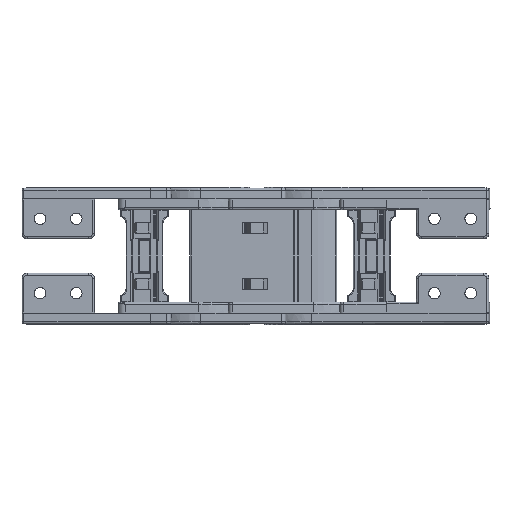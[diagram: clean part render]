
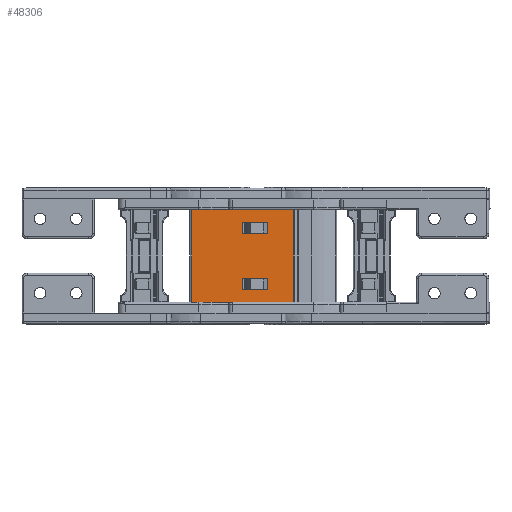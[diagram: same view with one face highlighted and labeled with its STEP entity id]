
A CAD part, front view. The second image highlights one B-rep face of the part: STEP entity #48306.
In plain terms, the highlighted planar face has unit normal (0, -1, 0).
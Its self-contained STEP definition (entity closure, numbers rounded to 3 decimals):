
#913 = DIRECTION ( 'NONE',  ( 0., 1., 0. ) ) ;
#1510 = LINE ( 'NONE', #6015, #8435 ) ;
#2534 = FACE_BOUND ( 'NONE', #65468, .T. ) ;
#3593 = DIRECTION ( 'NONE',  ( 0., 0., -1. ) ) ;
#3638 = CARTESIAN_POINT ( 'NONE',  ( -80.484, 143.854, 49.497 ) ) ;
#4022 = ORIENTED_EDGE ( 'NONE', *, *, #7630, .T. ) ;
#4546 = VECTOR ( 'NONE', #48126, 1000. ) ;
#4825 = VERTEX_POINT ( 'NONE', #40738 ) ;
#5489 = VERTEX_POINT ( 'NONE', #38600 ) ;
#6015 = CARTESIAN_POINT ( 'NONE',  ( -77.484, 143.854, 42.747 ) ) ;
#6399 = ORIENTED_EDGE ( 'NONE', *, *, #36565, .F. ) ;
#7630 = EDGE_CURVE ( 'NONE', #71979, #12219, #67215, .T. ) ;
#7932 = LINE ( 'NONE', #3638, #4546 ) ;
#8435 = VECTOR ( 'NONE', #42495, 1000. ) ;
#9446 = LINE ( 'NONE', #86221, #90298 ) ;
#11477 = ORIENTED_EDGE ( 'NONE', *, *, #81184, .T. ) ;
#12219 = VERTEX_POINT ( 'NONE', #87937 ) ;
#12789 = ORIENTED_EDGE ( 'NONE', *, *, #58712, .T. ) ;
#13139 = VECTOR ( 'NONE', #90165, 1000. ) ;
#16300 = EDGE_CURVE ( 'NONE', #4825, #25276, #58736, .T. ) ;
#18285 = VERTEX_POINT ( 'NONE', #48088 ) ;
#18793 = VERTEX_POINT ( 'NONE', #30578 ) ;
#18906 = CARTESIAN_POINT ( 'NONE',  ( -105.464, 143.854, -1.503 ) ) ;
#19043 = VECTOR ( 'NONE', #84657, 1000. ) ;
#19359 = DIRECTION ( 'NONE',  ( 0., 0., 1. ) ) ;
#21146 = CARTESIAN_POINT ( 'NONE',  ( -77.484, 143.854, 11.547 ) ) ;
#21187 = DIRECTION ( 'NONE',  ( 0., 0., -1. ) ) ;
#22388 = VERTEX_POINT ( 'NONE', #49063 ) ;
#23564 = CARTESIAN_POINT ( 'NONE',  ( -77.484, 143.854, 5.247 ) ) ;
#23742 = CARTESIAN_POINT ( 'NONE',  ( -77.484, 143.854, 36.447 ) ) ;
#24581 = VECTOR ( 'NONE', #56191, 1000. ) ;
#25276 = VERTEX_POINT ( 'NONE', #18906 ) ;
#27500 = ORIENTED_EDGE ( 'NONE', *, *, #89451, .F. ) ;
#28690 = EDGE_CURVE ( 'NONE', #12219, #79200, #1510, .T. ) ;
#28707 = VERTEX_POINT ( 'NONE', #21146 ) ;
#28943 = ORIENTED_EDGE ( 'NONE', *, *, #28690, .T. ) ;
#30578 = CARTESIAN_POINT ( 'NONE',  ( -63.484, 143.854, 11.547 ) ) ;
#31514 = CARTESIAN_POINT ( 'NONE',  ( -80.484, 143.854, -1.503 ) ) ;
#32962 = LINE ( 'NONE', #33314, #19043 ) ;
#33314 = CARTESIAN_POINT ( 'NONE',  ( -77.484, 143.854, 5.247 ) ) ;
#33926 = CARTESIAN_POINT ( 'NONE',  ( -105.464, 143.854, 131.117 ) ) ;
#34963 = VECTOR ( 'NONE', #3593, 1000. ) ;
#36565 = EDGE_CURVE ( 'NONE', #28707, #68732, #41874, .T. ) ;
#38600 = CARTESIAN_POINT ( 'NONE',  ( -63.484, 143.854, 5.247 ) ) ;
#40738 = CARTESIAN_POINT ( 'NONE',  ( -49.264, 143.854, -1.503 ) ) ;
#41874 = LINE ( 'NONE', #65496, #71932 ) ;
#42495 = DIRECTION ( 'NONE',  ( 1., 0., 0. ) ) ;
#45360 = EDGE_LOOP ( 'NONE', ( #64243, #86854, #78175, #6399 ) ) ;
#46325 = DIRECTION ( 'NONE',  ( 0., 0., -1. ) ) ;
#48005 = EDGE_CURVE ( 'NONE', #18793, #28707, #9446, .T. ) ;
#48088 = CARTESIAN_POINT ( 'NONE',  ( -63.484, 143.854, 36.447 ) ) ;
#48126 = DIRECTION ( 'NONE',  ( -1., 0., 0. ) ) ;
#48306 = ADVANCED_FACE ( 'NONE', ( #2534, #76483, #62666 ), #51265, .F. ) ;
#49063 = CARTESIAN_POINT ( 'NONE',  ( -49.264, 143.854, 49.497 ) ) ;
#49878 = VECTOR ( 'NONE', #19359, 1000. ) ;
#51265 = PLANE ( 'NONE',  #75224 ) ;
#55926 = CARTESIAN_POINT ( 'NONE',  ( -63.484, 143.854, 11.547 ) ) ;
#56191 = DIRECTION ( 'NONE',  ( 0., 0., -1. ) ) ;
#57999 = ORIENTED_EDGE ( 'NONE', *, *, #16300, .F. ) ;
#58712 = EDGE_CURVE ( 'NONE', #22388, #86212, #7932, .T. ) ;
#58736 = LINE ( 'NONE', #31514, #95692 ) ;
#59044 = EDGE_LOOP ( 'NONE', ( #75414, #57999, #27500, #12789 ) ) ;
#60259 = DIRECTION ( 'NONE',  ( -1., 0., 0. ) ) ;
#61779 = EDGE_CURVE ( 'NONE', #68732, #5489, #32962, .T. ) ;
#62666 = FACE_BOUND ( 'NONE', #45360, .T. ) ;
#64055 = ORIENTED_EDGE ( 'NONE', *, *, #80542, .T. ) ;
#64243 = ORIENTED_EDGE ( 'NONE', *, *, #48005, .F. ) ;
#65155 = LINE ( 'NONE', #80303, #13139 ) ;
#65468 = EDGE_LOOP ( 'NONE', ( #64055, #4022, #28943, #11477 ) ) ;
#65496 = CARTESIAN_POINT ( 'NONE',  ( -77.484, 143.854, 11.547 ) ) ;
#67215 = LINE ( 'NONE', #78205, #49878 ) ;
#68732 = VERTEX_POINT ( 'NONE', #23564 ) ;
#69483 = CARTESIAN_POINT ( 'NONE',  ( -49.264, 143.854, 131.117 ) ) ;
#71932 = VECTOR ( 'NONE', #21187, 1000. ) ;
#71979 = VERTEX_POINT ( 'NONE', #75498 ) ;
#72035 = DIRECTION ( 'NONE',  ( -1., 0., 0. ) ) ;
#75224 = AXIS2_PLACEMENT_3D ( 'NONE', #89653, #913, #46325 ) ;
#75414 = ORIENTED_EDGE ( 'NONE', *, *, #81457, .T. ) ;
#75425 = CARTESIAN_POINT ( 'NONE',  ( -105.464, 143.854, 49.497 ) ) ;
#75498 = CARTESIAN_POINT ( 'NONE',  ( -77.484, 143.854, 36.447 ) ) ;
#76483 = FACE_OUTER_BOUND ( 'NONE', #59044, .T. ) ;
#76703 = VECTOR ( 'NONE', #93404, 1000. ) ;
#78175 = ORIENTED_EDGE ( 'NONE', *, *, #61779, .F. ) ;
#78205 = CARTESIAN_POINT ( 'NONE',  ( -77.484, 143.854, 36.447 ) ) ;
#79056 = LINE ( 'NONE', #69483, #34963 ) ;
#79200 = VERTEX_POINT ( 'NONE', #86441 ) ;
#80303 = CARTESIAN_POINT ( 'NONE',  ( -63.484, 143.854, 36.447 ) ) ;
#80542 = EDGE_CURVE ( 'NONE', #18285, #71979, #85973, .T. ) ;
#81184 = EDGE_CURVE ( 'NONE', #79200, #18285, #65155, .T. ) ;
#81457 = EDGE_CURVE ( 'NONE', #86212, #25276, #92728, .T. ) ;
#82532 = VECTOR ( 'NONE', #60259, 1000. ) ;
#83217 = DIRECTION ( 'NONE',  ( -1., 0., 0. ) ) ;
#84657 = DIRECTION ( 'NONE',  ( 1., 0., 0. ) ) ;
#85973 = LINE ( 'NONE', #23742, #82532 ) ;
#86212 = VERTEX_POINT ( 'NONE', #75425 ) ;
#86221 = CARTESIAN_POINT ( 'NONE',  ( -77.484, 143.854, 11.547 ) ) ;
#86441 = CARTESIAN_POINT ( 'NONE',  ( -63.484, 143.854, 42.747 ) ) ;
#86854 = ORIENTED_EDGE ( 'NONE', *, *, #88148, .F. ) ;
#87937 = CARTESIAN_POINT ( 'NONE',  ( -77.484, 143.854, 42.747 ) ) ;
#88148 = EDGE_CURVE ( 'NONE', #5489, #18793, #89336, .T. ) ;
#89336 = LINE ( 'NONE', #55926, #76703 ) ;
#89451 = EDGE_CURVE ( 'NONE', #22388, #4825, #79056, .T. ) ;
#89653 = CARTESIAN_POINT ( 'NONE',  ( -80.484, 143.854, 49.497 ) ) ;
#90165 = DIRECTION ( 'NONE',  ( 0., 0., -1. ) ) ;
#90298 = VECTOR ( 'NONE', #72035, 1000. ) ;
#92728 = LINE ( 'NONE', #33926, #24581 ) ;
#93404 = DIRECTION ( 'NONE',  ( 0., 0., 1. ) ) ;
#95692 = VECTOR ( 'NONE', #83217, 1000. ) ;
